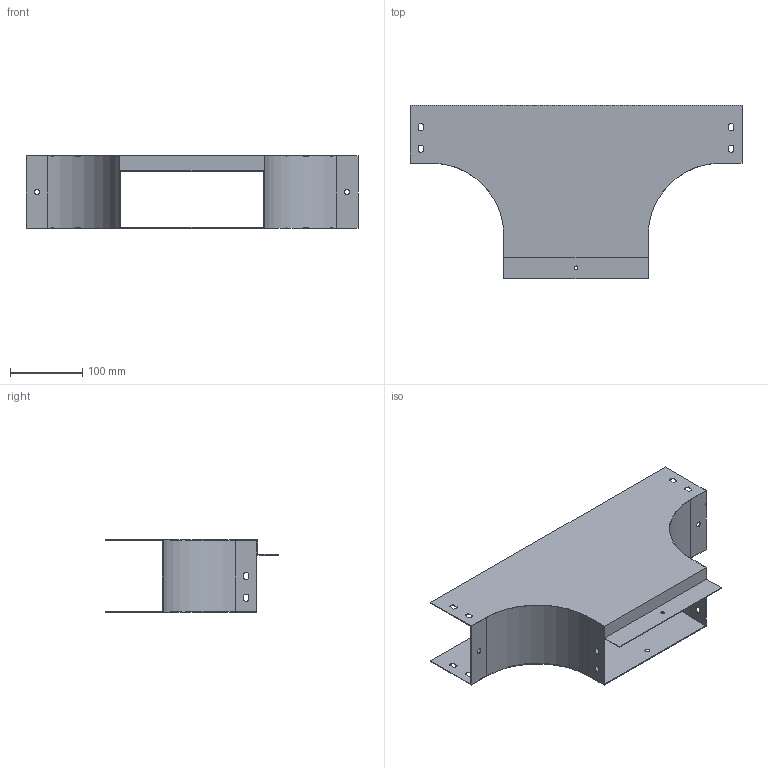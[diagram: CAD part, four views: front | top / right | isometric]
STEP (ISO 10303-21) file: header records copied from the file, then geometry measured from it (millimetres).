
FILE_DESCRIPTION (( 'STEP AP203' ), '1' );
FILE_NAME ('Îòâåòâèòåëü Ò-îáðàçíûé âåðòèêàëüíûé áîêîâîé TDSA_37606.STEP', '2012-11-09T08:50:19', ( 'Àñååâ' ), ( '' ), 'SwSTEP 2.0', 'SolidWorks 2012', '' );
FILE_SCHEMA (( 'CONFIG_CONTROL_DESIGN' ));
Length unit declared in the file: millimetre
Products named in the file (1): Îòâåòâèòåëü Ò-îáðàçíûé âåðòèêàëüíûé  áîêîâîé TDSA_37606
Bounding box: 460 x 240 x 100 mm (x, y, z)
Volume: 185985.4 mm3; surface area: 374458.7 mm2
Topology: 1 solids, 1 shells, 78 faces, 234 edges, 156 vertices
Faces by surface type: plane 46, cylinder 32
Full cylindrical faces by diameter (mm): 5 x1, 7 x3
Entity records: 2749 total; most frequent: CARTESIAN_POINT 461, ORIENTED_EDGE 456, DIRECTION 450, EDGE_CURVE 228, LINE 164, VECTOR 164, VERTEX_POINT 154, AXIS2_PLACEMENT_3D 143
